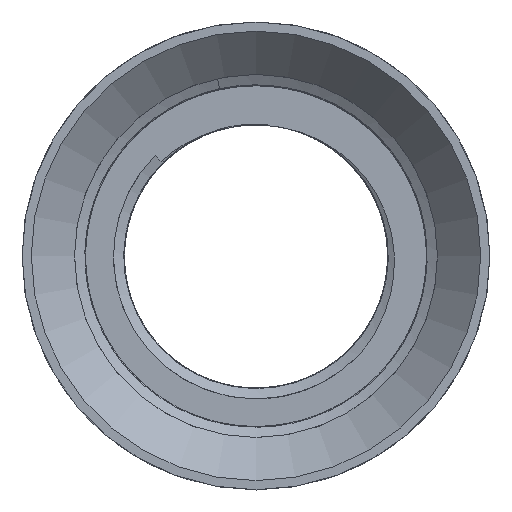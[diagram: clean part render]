
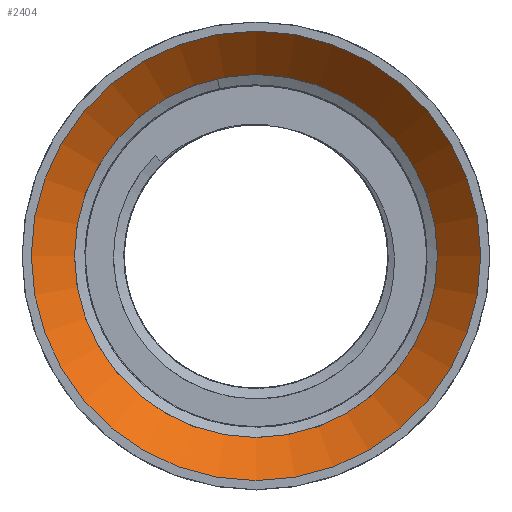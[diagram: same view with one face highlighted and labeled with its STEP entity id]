
A CAD part, top view. The second image highlights one B-rep face of the part: STEP entity #2404.
In plain terms, the highlighted conical face has half-angle 45 degrees and reference radius 21 mm.
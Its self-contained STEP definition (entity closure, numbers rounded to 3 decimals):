
#2057 = EDGE_LOOP ( 'NONE', ( #2079 ) ) ;
#2070 = EDGE_LOOP ( 'NONE', ( #2206 ) ) ;
#2079 = ORIENTED_EDGE ( 'NONE', *, *, #2385, .F. ) ;
#2206 = ORIENTED_EDGE ( 'NONE', *, *, #2384, .F. ) ;
#2384 = EDGE_CURVE ( 'NONE', #3519, #3519, #4947, .T. ) ;
#2385 = EDGE_CURVE ( 'NONE', #3521, #3521, #4935, .T. ) ;
#2404 = ADVANCED_FACE ( 'NONE', ( #4354, #4350 ), #4990, .F. ) ;
#3519 = VERTEX_POINT ( 'NONE', #3522 ) ;
#3521 = VERTEX_POINT ( 'NONE', #3524 ) ;
#3522 = CARTESIAN_POINT ( 'NONE',  ( 26., 0., 50. ) ) ;
#3524 = CARTESIAN_POINT ( 'NONE',  ( 21., 0., 45. ) ) ;
#4349 = DIRECTION ( 'NONE',  ( 1., 0., 0. ) ) ;
#4350 = FACE_BOUND ( 'NONE', #2057, .T. ) ;
#4353 = CARTESIAN_POINT ( 'NONE',  ( 0., 0., 45. ) ) ;
#4354 = FACE_OUTER_BOUND ( 'NONE', #2070, .T. ) ;
#4355 = DIRECTION ( 'NONE',  ( 0., 0., 1. ) ) ;
#4935 = CIRCLE ( 'NONE', #5015, 21. ) ;
#4947 = CIRCLE ( 'NONE', #5008, 26. ) ;
#4988 = AXIS2_PLACEMENT_3D ( 'NONE', #4353, #4355, #4349 ) ;
#4990 = CONICAL_SURFACE ( 'NONE', #4988, 21., 0.785 ) ;
#5008 = AXIS2_PLACEMENT_3D ( 'NONE', #6286, #6287, #6288 ) ;
#5015 = AXIS2_PLACEMENT_3D ( 'NONE', #6290, #6291, #6292 ) ;
#6286 = CARTESIAN_POINT ( 'NONE',  ( 0., 0., 50. ) ) ;
#6287 = DIRECTION ( 'NONE',  ( 0., 0., -1. ) ) ;
#6288 = DIRECTION ( 'NONE',  ( 1., 0., 0. ) ) ;
#6290 = CARTESIAN_POINT ( 'NONE',  ( 0., 0., 45. ) ) ;
#6291 = DIRECTION ( 'NONE',  ( 0., 0., 1. ) ) ;
#6292 = DIRECTION ( 'NONE',  ( 1., 0., 0. ) ) ;
